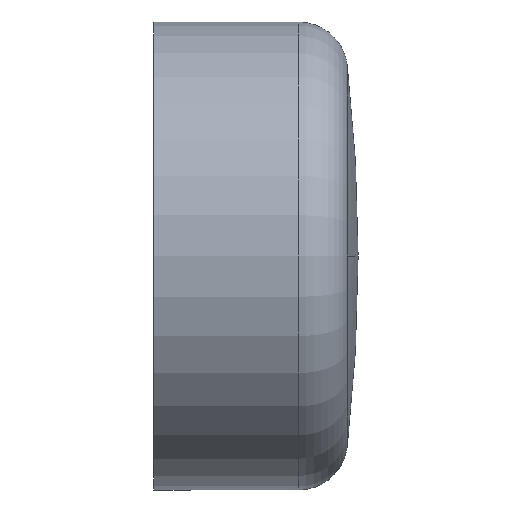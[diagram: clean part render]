
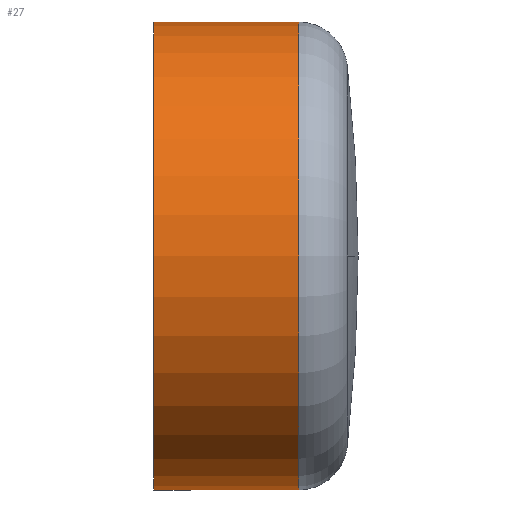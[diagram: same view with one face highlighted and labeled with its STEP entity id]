
A CAD part, left-side view. The second image highlights one B-rep face of the part: STEP entity #27.
In plain terms, the highlighted cylindrical face has radius 7.277 mm (diameter 14.554 mm), a partial arc.
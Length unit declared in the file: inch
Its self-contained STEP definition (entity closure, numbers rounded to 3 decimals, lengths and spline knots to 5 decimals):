
#1 = DIRECTION ( 'NONE',  ( 0., 1., 0. ) ) ;
#3 = CARTESIAN_POINT ( 'NONE',  ( 0., 2.97313, -0.2865 ) ) ;
#15 = CARTESIAN_POINT ( 'NONE',  ( 0., 0.07285, -0.2865 ) ) ;
#17 = DIRECTION ( 'NONE',  ( 0., 1., 0. ) ) ;
#18 = CARTESIAN_POINT ( 'NONE',  ( 0., 2.97313, 0.2865 ) ) ;
#21 = DIRECTION ( 'NONE',  ( 0., 1., 0. ) ) ;
#23 = AXIS2_PLACEMENT_3D ( 'NONE', #220, #17, #248 ) ;
#27 = ADVANCED_FACE ( 'NONE', ( #139 ), #211, .T. ) ;
#34 = EDGE_CURVE ( 'NONE', #219, #359, #46, .T. ) ;
#46 = LINE ( 'NONE', #3, #126 ) ;
#51 = CARTESIAN_POINT ( 'NONE',  ( 0., 0.25, 0.2865 ) ) ;
#82 = CIRCLE ( 'NONE', #237, 0.2865 ) ;
#84 = EDGE_LOOP ( 'NONE', ( #261, #260, #288, #103 ) ) ;
#103 = ORIENTED_EDGE ( 'NONE', *, *, #388, .F. ) ;
#108 = DIRECTION ( 'NONE',  ( 0., 0., 1. ) ) ;
#112 = AXIS2_PLACEMENT_3D ( 'NONE', #208, #1, #108 ) ;
#126 = VECTOR ( 'NONE', #209, 39.37008 ) ;
#131 = CARTESIAN_POINT ( 'NONE',  ( 0., 0.25, -0.2865 ) ) ;
#136 = VERTEX_POINT ( 'NONE', #51 ) ;
#139 = FACE_OUTER_BOUND ( 'NONE', #84, .T. ) ;
#165 = VECTOR ( 'NONE', #221, 39.37008 ) ;
#208 = CARTESIAN_POINT ( 'NONE',  ( 0., 2.97313, 0. ) ) ;
#209 = DIRECTION ( 'NONE',  ( 0., 1., 0. ) ) ;
#211 = CYLINDRICAL_SURFACE ( 'NONE', #112, 0.2865 ) ;
#219 = VERTEX_POINT ( 'NONE', #15 ) ;
#220 = CARTESIAN_POINT ( 'NONE',  ( 0., 0.25, 0. ) ) ;
#221 = DIRECTION ( 'NONE',  ( 0., 1., 0. ) ) ;
#223 = CARTESIAN_POINT ( 'NONE',  ( 0., 0.07285, 0. ) ) ;
#235 = EDGE_CURVE ( 'NONE', #319, #136, #404, .T. ) ;
#237 = AXIS2_PLACEMENT_3D ( 'NONE', #223, #21, #250 ) ;
#248 = DIRECTION ( 'NONE',  ( 0., 0., 1. ) ) ;
#250 = DIRECTION ( 'NONE',  ( 0., 0., 1. ) ) ;
#260 = ORIENTED_EDGE ( 'NONE', *, *, #281, .T. ) ;
#261 = ORIENTED_EDGE ( 'NONE', *, *, #34, .F. ) ;
#281 = EDGE_CURVE ( 'NONE', #219, #319, #82, .T. ) ;
#286 = CIRCLE ( 'NONE', #23, 0.2865 ) ;
#288 = ORIENTED_EDGE ( 'NONE', *, *, #235, .T. ) ;
#319 = VERTEX_POINT ( 'NONE', #348 ) ;
#348 = CARTESIAN_POINT ( 'NONE',  ( 0., 0.07285, 0.2865 ) ) ;
#359 = VERTEX_POINT ( 'NONE', #131 ) ;
#388 = EDGE_CURVE ( 'NONE', #359, #136, #286, .T. ) ;
#404 = LINE ( 'NONE', #18, #165 ) ;
